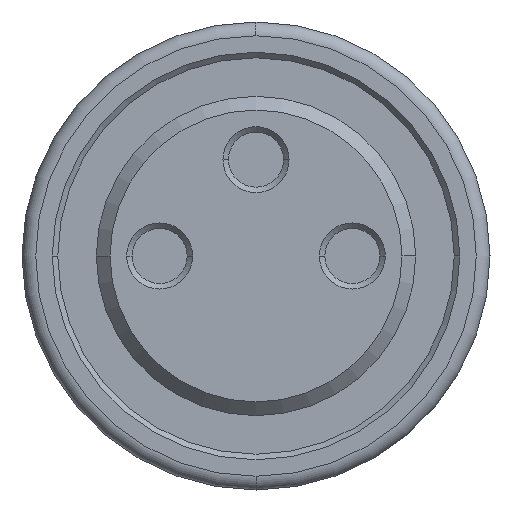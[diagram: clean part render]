
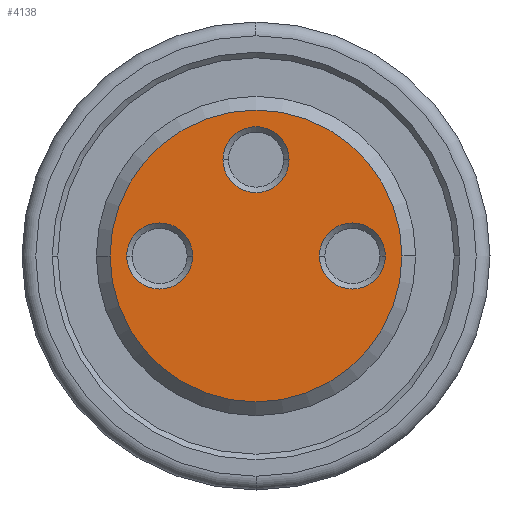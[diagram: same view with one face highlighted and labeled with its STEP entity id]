
A CAD part, left-side view. The second image highlights one B-rep face of the part: STEP entity #4138.
In plain terms, the highlighted planar face has unit normal (-1, 0, 0).
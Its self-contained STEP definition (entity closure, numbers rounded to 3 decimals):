
#745=CARTESIAN_POINT('',(-1.,2.65,0.0));
#746=VERTEX_POINT('',#745);
#753=CARTESIAN_POINT('',(-1.,-2.65,0.));
#754=VERTEX_POINT('',#753);
#755=CARTESIAN_POINT('',(-1.,0.0,0.0));
#756=DIRECTION('',(1.0,0.0,0.0));
#757=DIRECTION('',(0.0,1.0,0.0));
#758=AXIS2_PLACEMENT_3D('',#755,#756,#757);
#759=CIRCLE('',#758,2.65);
#760=EDGE_CURVE('',#746,#754,#759,.T.);
#2284=CARTESIAN_POINT('',(-1.,0.6,1.75));
#2285=VERTEX_POINT('',#2284);
#2293=CARTESIAN_POINT('',(-1.,-0.6,1.75));
#2294=VERTEX_POINT('',#2293);
#2301=CARTESIAN_POINT('',(-1.,0.0,1.75));
#2302=DIRECTION('',(-1.0,0.0,0.0));
#2303=DIRECTION('',(0.0,1.0,0.0));
#2304=AXIS2_PLACEMENT_3D('',#2301,#2302,#2303);
#2305=CIRCLE('',#2304,0.6);
#2306=EDGE_CURVE('',#2294,#2285,#2305,.T.);
#2358=CARTESIAN_POINT('',(-1.,-1.15,0.));
#2359=VERTEX_POINT('',#2358);
#2367=CARTESIAN_POINT('',(-1.,-2.35,0.));
#2368=VERTEX_POINT('',#2367);
#2375=CARTESIAN_POINT('',(-1.,-1.75,0.));
#2376=DIRECTION('',(-1.0,0.0,0.0));
#2377=DIRECTION('',(0.0,1.0,0.0));
#2378=AXIS2_PLACEMENT_3D('',#2375,#2376,#2377);
#2379=CIRCLE('',#2378,0.6);
#2380=EDGE_CURVE('',#2368,#2359,#2379,.T.);
#2432=CARTESIAN_POINT('',(-1.,2.35,0.));
#2433=VERTEX_POINT('',#2432);
#2441=CARTESIAN_POINT('',(-1.,1.15,0.));
#2442=VERTEX_POINT('',#2441);
#2449=CARTESIAN_POINT('',(-1.,1.75,0.));
#2450=DIRECTION('',(-1.0,0.0,0.0));
#2451=DIRECTION('',(0.0,1.0,0.0));
#2452=AXIS2_PLACEMENT_3D('',#2449,#2450,#2451);
#2453=CIRCLE('',#2452,0.6);
#2454=EDGE_CURVE('',#2442,#2433,#2453,.T.);
#4081=CARTESIAN_POINT('',(-1.,1.75,0.));
#4082=DIRECTION('',(-1.0,0.0,0.0));
#4083=DIRECTION('',(0.0,1.0,0.0));
#4084=AXIS2_PLACEMENT_3D('',#4081,#4082,#4083);
#4085=CIRCLE('',#4084,0.6);
#4086=EDGE_CURVE('',#2433,#2442,#4085,.T.);
#4099=CARTESIAN_POINT('',(-1.,1.325,0.0));
#4100=DIRECTION('',(-1.0,0.0,0.0));
#4101=DIRECTION('',(0.0,0.0,1.0));
#4102=AXIS2_PLACEMENT_3D('',#4099,#4100,#4101);
#4103=PLANE('',#4102);
#4104=ORIENTED_EDGE('',*,*,#760,.F.);
#4105=CARTESIAN_POINT('',(-1.,0.0,0.0));
#4106=DIRECTION('',(1.0,0.0,0.0));
#4107=DIRECTION('',(0.0,1.0,0.0));
#4108=AXIS2_PLACEMENT_3D('',#4105,#4106,#4107);
#4109=CIRCLE('',#4108,2.65);
#4110=EDGE_CURVE('',#754,#746,#4109,.T.);
#4111=ORIENTED_EDGE('',*,*,#4110,.F.);
#4112=EDGE_LOOP('',(#4104,#4111));
#4113=FACE_OUTER_BOUND('',#4112,.T.);
#4114=ORIENTED_EDGE('',*,*,#2380,.F.);
#4115=CARTESIAN_POINT('',(-1.,-1.75,0.));
#4116=DIRECTION('',(-1.0,0.0,0.0));
#4117=DIRECTION('',(0.0,1.0,0.0));
#4118=AXIS2_PLACEMENT_3D('',#4115,#4116,#4117);
#4119=CIRCLE('',#4118,0.6);
#4120=EDGE_CURVE('',#2359,#2368,#4119,.T.);
#4121=ORIENTED_EDGE('',*,*,#4120,.F.);
#4122=EDGE_LOOP('',(#4114,#4121));
#4123=FACE_BOUND('',#4122,.T.);
#4124=ORIENTED_EDGE('',*,*,#2306,.F.);
#4125=CARTESIAN_POINT('',(-1.,0.0,1.75));
#4126=DIRECTION('',(-1.0,0.0,0.0));
#4127=DIRECTION('',(0.0,1.0,0.0));
#4128=AXIS2_PLACEMENT_3D('',#4125,#4126,#4127);
#4129=CIRCLE('',#4128,0.6);
#4130=EDGE_CURVE('',#2285,#2294,#4129,.T.);
#4131=ORIENTED_EDGE('',*,*,#4130,.F.);
#4132=EDGE_LOOP('',(#4124,#4131));
#4133=FACE_BOUND('',#4132,.T.);
#4134=ORIENTED_EDGE('',*,*,#2454,.F.);
#4135=ORIENTED_EDGE('',*,*,#4086,.F.);
#4136=EDGE_LOOP('',(#4134,#4135));
#4137=FACE_BOUND('',#4136,.T.);
#4138=ADVANCED_FACE('',(#4113,#4123,#4133,#4137),#4103,.T.);
